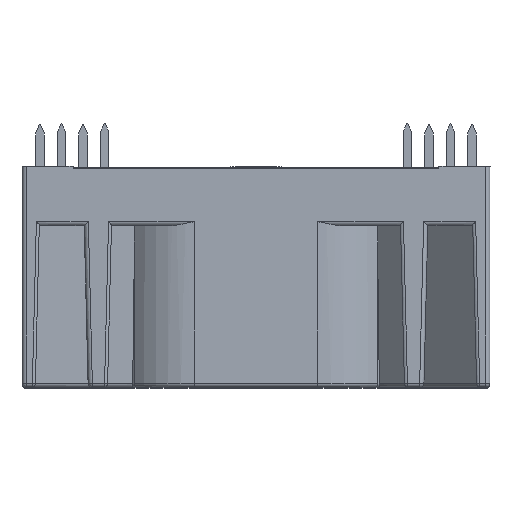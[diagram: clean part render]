
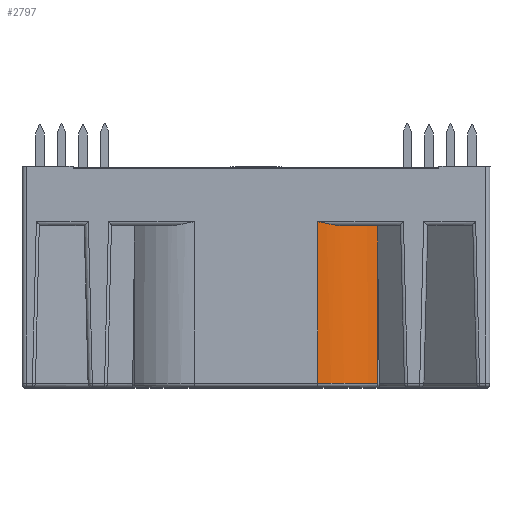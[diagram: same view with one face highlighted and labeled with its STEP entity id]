
A CAD part, top view. The second image highlights one B-rep face of the part: STEP entity #2797.
In plain terms, the highlighted cylindrical face has radius 10 mm (diameter 20 mm), a partial arc.
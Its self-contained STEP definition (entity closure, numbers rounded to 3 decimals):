
#669 = ORIENTED_EDGE ( 'NONE', *, *, #8635, .F. ) ;
#854 =( BOUNDED_CURVE ( )  B_SPLINE_CURVE ( 3, ( #13030, #6116, #13082, #8461 ),
 .UNSPECIFIED., .F., .T. ) 
 B_SPLINE_CURVE_WITH_KNOTS ( ( 4, 4 ),
 ( 1.571, 1.579 ),
 .UNSPECIFIED. ) 
 CURVE ( )  GEOMETRIC_REPRESENTATION_ITEM ( )  RATIONAL_B_SPLINE_CURVE ( ( 1., 1., 1., 1. ) ) 
 REPRESENTATION_ITEM ( '' )  );
#916 = CIRCLE ( 'NONE', #6292, 10. ) ;
#1560 = VERTEX_POINT ( 'NONE', #13543 ) ;
#1794 = CARTESIAN_POINT ( 'NONE',  ( 7.249, -18.5, 27.5 ) ) ;
#2104 = DIRECTION ( 'NONE',  ( 0., 0., 1. ) ) ;
#2135 = CARTESIAN_POINT ( 'NONE',  ( 10.115, 0., 27.084 ) ) ;
#2268 = CARTESIAN_POINT ( 'NONE',  ( 14.32, -19., 24.571 ) ) ;
#2797 = ADVANCED_FACE ( 'NONE', ( #14540 ), #10032, .T. ) ;
#2882 = VERTEX_POINT ( 'NONE', #10362 ) ;
#3674 = VERTEX_POINT ( 'NONE', #12484 ) ;
#3863 = CIRCLE ( 'NONE', #7437, 10. ) ;
#4041 = EDGE_CURVE ( 'NONE', #2882, #3674, #916, .T. ) ;
#4728 = DIRECTION ( 'NONE',  ( 0., 0., -1. ) ) ;
#4866 = CARTESIAN_POINT ( 'NONE',  ( 7.249, 0., 17.5 ) ) ;
#5137 = VECTOR ( 'NONE', #8579, 1000. ) ;
#5219 = VERTEX_POINT ( 'NONE', #12388 ) ;
#5509 = CARTESIAN_POINT ( 'NONE',  ( 9.076, 0.124, 27.335 ) ) ;
#6116 = CARTESIAN_POINT ( 'NONE',  ( 14.3, -3.167, 24.591 ) ) ;
#6129 = DIRECTION ( 'NONE',  ( 0., 0., 1. ) ) ;
#6292 = AXIS2_PLACEMENT_3D ( 'NONE', #4866, #13041, #6129 ) ;
#6303 = VERTEX_POINT ( 'NONE', #14698 ) ;
#6676 = DIRECTION ( 'NONE',  ( 0., 1., 0. ) ) ;
#6806 = CARTESIAN_POINT ( 'NONE',  ( 7.773, 0.383, 27.5 ) ) ;
#7437 = AXIS2_PLACEMENT_3D ( 'NONE', #9035, #6676, #2104 ) ;
#7450 = ORIENTED_EDGE ( 'NONE', *, *, #8585, .F. ) ;
#8005 = CARTESIAN_POINT ( 'NONE',  ( 7.249, 0., 27.5 ) ) ;
#8461 = CARTESIAN_POINT ( 'NONE',  ( 14.261, 0., 24.629 ) ) ;
#8579 = DIRECTION ( 'NONE',  ( 0., -1., 0. ) ) ;
#8585 = EDGE_CURVE ( 'NONE', #6303, #1560, #10569, .T. ) ;
#8591 = LINE ( 'NONE', #8005, #13973 ) ;
#8635 = EDGE_CURVE ( 'NONE', #10165, #5219, #8591, .T. ) ;
#9035 = CARTESIAN_POINT ( 'NONE',  ( 7.249, -18.5, 17.5 ) ) ;
#9260 = DIRECTION ( 'NONE',  ( 0., -1., 0. ) ) ;
#9363 = B_SPLINE_CURVE_WITH_KNOTS ( 'NONE', 3,
 ( #10210, #2135, #14779, #10062, #5509, #11277, #6806, #12492 ),
 .UNSPECIFIED., .F., .F.,
 ( 4, 2, 2, 4 ),
 ( 0., 0.001, 0.002, 0.003 ),
 .UNSPECIFIED. ) ;
#9971 = AXIS2_PLACEMENT_3D ( 'NONE', #11675, #9260, #4728 ) ;
#10032 = CYLINDRICAL_SURFACE ( 'NONE', #9971, 10. ) ;
#10062 = CARTESIAN_POINT ( 'NONE',  ( 9.337, 0.082, 27.283 ) ) ;
#10165 = VERTEX_POINT ( 'NONE', #1794 ) ;
#10210 = CARTESIAN_POINT ( 'NONE',  ( 10.371, 0., 27. ) ) ;
#10218 = EDGE_CURVE ( 'NONE', #2882, #5219, #9363, .T. ) ;
#10342 = DIRECTION ( 'NONE',  ( 0., 1., 0. ) ) ;
#10362 = CARTESIAN_POINT ( 'NONE',  ( 10.371, 0., 27. ) ) ;
#10569 = LINE ( 'NONE', #2268, #5137 ) ;
#11200 = ORIENTED_EDGE ( 'NONE', *, *, #12024, .T. ) ;
#11277 = CARTESIAN_POINT ( 'NONE',  ( 8.295, 0.265, 27.459 ) ) ;
#11591 = ORIENTED_EDGE ( 'NONE', *, *, #14375, .T. ) ;
#11675 = CARTESIAN_POINT ( 'NONE',  ( 7.249, 1., 17.5 ) ) ;
#11918 = ORIENTED_EDGE ( 'NONE', *, *, #4041, .F. ) ;
#12024 = EDGE_CURVE ( 'NONE', #10165, #1560, #3863, .T. ) ;
#12388 = CARTESIAN_POINT ( 'NONE',  ( 7.249, 0.5, 27.5 ) ) ;
#12484 = CARTESIAN_POINT ( 'NONE',  ( 14.261, 0., 24.629 ) ) ;
#12492 = CARTESIAN_POINT ( 'NONE',  ( 7.249, 0.5, 27.5 ) ) ;
#13030 = CARTESIAN_POINT ( 'NONE',  ( 14.32, -4.75, 24.571 ) ) ;
#13041 = DIRECTION ( 'NONE',  ( 0., 1., 0. ) ) ;
#13082 = CARTESIAN_POINT ( 'NONE',  ( 14.281, -1.583, 24.61 ) ) ;
#13543 = CARTESIAN_POINT ( 'NONE',  ( 14.32, -18.5, 24.571 ) ) ;
#13655 = ORIENTED_EDGE ( 'NONE', *, *, #10218, .T. ) ;
#13973 = VECTOR ( 'NONE', #10342, 1000. ) ;
#14375 = EDGE_CURVE ( 'NONE', #6303, #3674, #854, .T. ) ;
#14379 = EDGE_LOOP ( 'NONE', ( #669, #11200, #7450, #11591, #11918, #13655 ) ) ;
#14540 = FACE_OUTER_BOUND ( 'NONE', #14379, .T. ) ;
#14698 = CARTESIAN_POINT ( 'NONE',  ( 14.32, -4.75, 24.571 ) ) ;
#14779 = CARTESIAN_POINT ( 'NONE',  ( 9.857, 0.02, 27.158 ) ) ;
